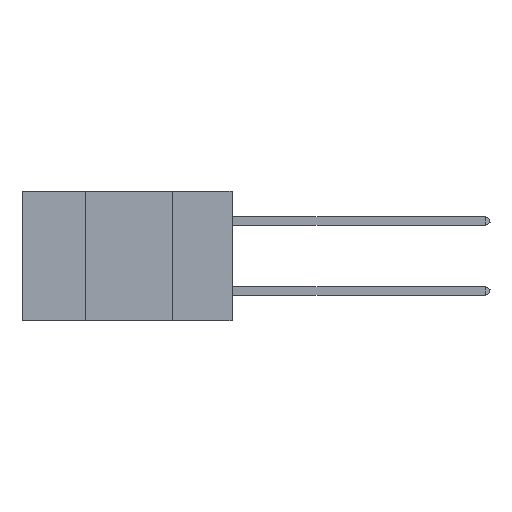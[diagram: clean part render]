
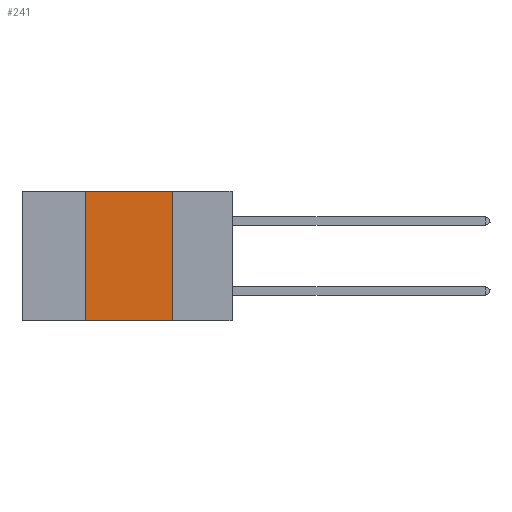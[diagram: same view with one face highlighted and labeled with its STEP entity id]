
A CAD part, left-side view. The second image highlights one B-rep face of the part: STEP entity #241.
In plain terms, the highlighted planar face has unit normal (-1, 0, 0).
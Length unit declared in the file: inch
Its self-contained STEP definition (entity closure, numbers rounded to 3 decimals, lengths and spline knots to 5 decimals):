
#67 = LINE ( 'NONE', #12695, #14257 ) ;
#241 = ADVANCED_FACE ( 'NONE', ( #21486 ), #19701, .F. ) ;
#711 = VERTEX_POINT ( 'NONE', #20861 ) ;
#1736 = VECTOR ( 'NONE', #21658, 39.37008 ) ;
#1800 = VERTEX_POINT ( 'NONE', #10146 ) ;
#2381 = AXIS2_PLACEMENT_3D ( 'NONE', #16305, #9422, #21388 ) ;
#3407 = EDGE_CURVE ( 'NONE', #1800, #7895, #5268, .T. ) ;
#3894 = DIRECTION ( 'NONE',  ( 0., 0., -1. ) ) ;
#5268 = LINE ( 'NONE', #10279, #18118 ) ;
#7472 = ORIENTED_EDGE ( 'NONE', *, *, #3407, .T. ) ;
#7876 = VERTEX_POINT ( 'NONE', #21685 ) ;
#7895 = VERTEX_POINT ( 'NONE', #8004 ) ;
#8004 = CARTESIAN_POINT ( 'NONE',  ( 0., 0.17, -0.37 ) ) ;
#9422 = DIRECTION ( 'NONE',  ( 1., 0., 0. ) ) ;
#10146 = CARTESIAN_POINT ( 'NONE',  ( 0., 0.42, -0.37 ) ) ;
#10279 = CARTESIAN_POINT ( 'NONE',  ( 0., 0.6, -0.37 ) ) ;
#10309 = VECTOR ( 'NONE', #18834, 39.37008 ) ;
#10579 = EDGE_CURVE ( 'NONE', #1800, #7876, #19415, .T. ) ;
#11458 = CARTESIAN_POINT ( 'NONE',  ( 0., 0.6, 0. ) ) ;
#11606 = ORIENTED_EDGE ( 'NONE', *, *, #22202, .F. ) ;
#12695 = CARTESIAN_POINT ( 'NONE',  ( 0., 0.17, 0. ) ) ;
#12898 = EDGE_CURVE ( 'NONE', #711, #7895, #67, .T. ) ;
#14257 = VECTOR ( 'NONE', #3894, 39.37008 ) ;
#15660 = ORIENTED_EDGE ( 'NONE', *, *, #12898, .F. ) ;
#16305 = CARTESIAN_POINT ( 'NONE',  ( 0., 0.6, 0. ) ) ;
#17203 = DIRECTION ( 'NONE',  ( 0., -1., 0. ) ) ;
#18118 = VECTOR ( 'NONE', #17203, 39.37008 ) ;
#18497 = EDGE_LOOP ( 'NONE', ( #15660, #11606, #20678, #7472 ) ) ;
#18834 = DIRECTION ( 'NONE',  ( 0., 0., 1. ) ) ;
#19415 = LINE ( 'NONE', #20524, #10309 ) ;
#19701 = PLANE ( 'NONE',  #2381 ) ;
#19798 = LINE ( 'NONE', #11458, #1736 ) ;
#20524 = CARTESIAN_POINT ( 'NONE',  ( 0., 0.42, 0. ) ) ;
#20678 = ORIENTED_EDGE ( 'NONE', *, *, #10579, .F. ) ;
#20861 = CARTESIAN_POINT ( 'NONE',  ( 0., 0.17, 0. ) ) ;
#21388 = DIRECTION ( 'NONE',  ( 0., 0., -1. ) ) ;
#21486 = FACE_OUTER_BOUND ( 'NONE', #18497, .T. ) ;
#21658 = DIRECTION ( 'NONE',  ( 0., -1., 0. ) ) ;
#21685 = CARTESIAN_POINT ( 'NONE',  ( 0., 0.42, 0. ) ) ;
#22202 = EDGE_CURVE ( 'NONE', #7876, #711, #19798, .T. ) ;
